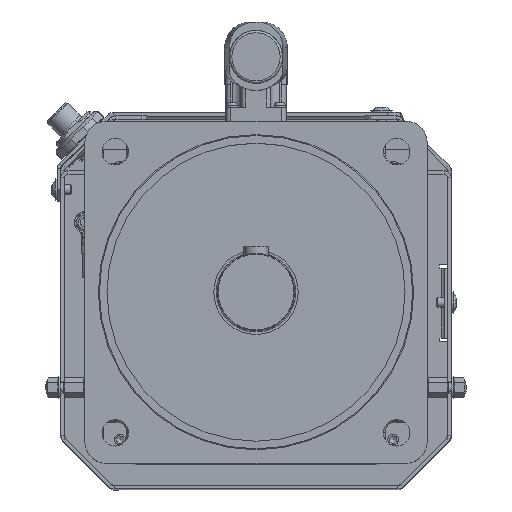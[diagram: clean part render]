
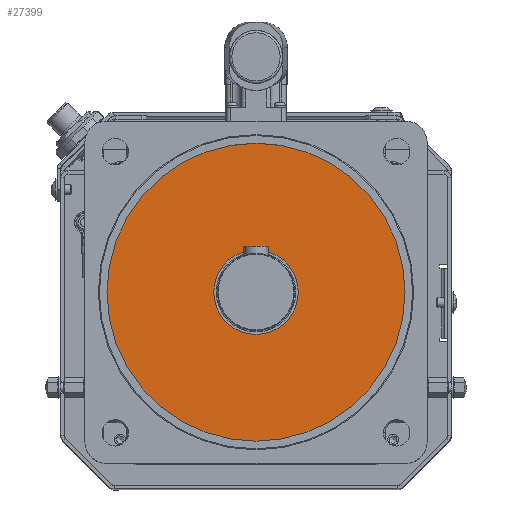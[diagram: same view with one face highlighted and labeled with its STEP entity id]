
A CAD part, top view. The second image highlights one B-rep face of the part: STEP entity #27399.
In plain terms, the highlighted planar face has unit normal (0, 0, 1).
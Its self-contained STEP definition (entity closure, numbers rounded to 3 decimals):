
#2025=FACE_BOUND('',#5306,.T.);
#2577=PLANE('',#29193);
#3651=FACE_OUTER_BOUND('',#5305,.T.);
#5305=EDGE_LOOP('',(#20702));
#5306=EDGE_LOOP('',(#20703));
#7012=CIRCLE('',#28852,17.5);
#7142=CIRCLE('',#29191,61.818);
#12885=VERTEX_POINT('',#39983);
#13293=VERTEX_POINT('',#41999);
#15437=EDGE_CURVE('',#12885,#12885,#7012,.T.);
#16082=EDGE_CURVE('',#13293,#13293,#7142,.T.);
#20702=ORIENTED_EDGE('',*,*,#16082,.T.);
#20703=ORIENTED_EDGE('',*,*,#15437,.T.);
#27399=ADVANCED_FACE('',(#3651,#2025),#2577,.F.);
#28852=AXIS2_PLACEMENT_3D('',#39984,#31940,#31941);
#29191=AXIS2_PLACEMENT_3D('',#42000,#33063,#33064);
#29193=AXIS2_PLACEMENT_3D('',#42003,#33067,#33068);
#31940=DIRECTION('center_axis',(0.,0.,-1.));
#31941=DIRECTION('ref_axis',(0.,1.,0.));
#33063=DIRECTION('center_axis',(0.,0.,1.));
#33064=DIRECTION('ref_axis',(-1.,0.,0.));
#33067=DIRECTION('center_axis',(0.,0.,-1.));
#33068=DIRECTION('ref_axis',(-1.,0.,0.));
#39983=CARTESIAN_POINT('',(0.,17.5,-0.5));
#39984=CARTESIAN_POINT('Origin',(0.,0.,-0.5));
#41999=CARTESIAN_POINT('',(61.818,0.,-0.5));
#42000=CARTESIAN_POINT('Origin',(0.,0.,-0.5));
#42003=CARTESIAN_POINT('Origin',(0.,0.,-0.5));
